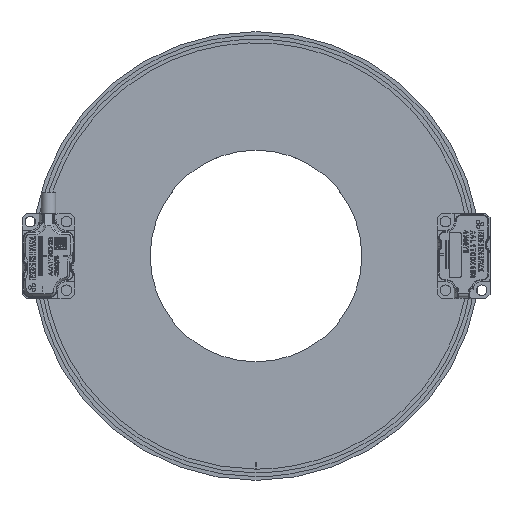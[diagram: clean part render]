
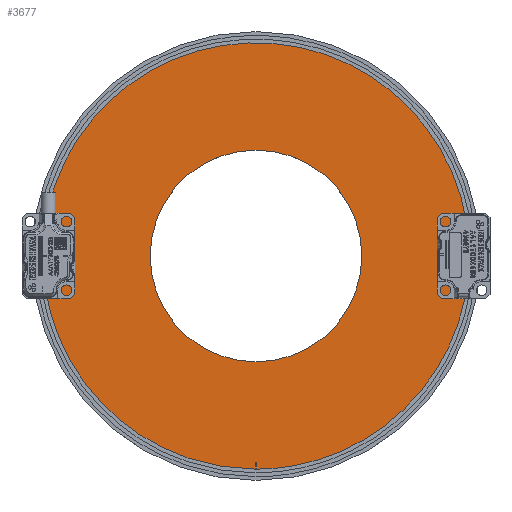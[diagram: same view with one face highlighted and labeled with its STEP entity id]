
A CAD part, top view. The second image highlights one B-rep face of the part: STEP entity #3677.
In plain terms, the highlighted planar face has unit normal (0, 0, 1).
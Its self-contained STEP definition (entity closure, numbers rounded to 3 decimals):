
#3677=ADVANCED_FACE('',(#9849,#9850),#4785,.T.);
#4785=PLANE('',#30063);
#5255=CIRCLE('',#30060,25.45);
#9849=FACE_BOUND('',#11603,.T.);
#9850=FACE_BOUND('',#11604,.T.);
#11603=EDGE_LOOP('',(#19792,#19793,#19794,#19795));
#11604=EDGE_LOOP('',(#19796));
#19792=ORIENTED_EDGE('',*,*,#26618,.F.);
#19793=ORIENTED_EDGE('',*,*,#26622,.F.);
#19794=ORIENTED_EDGE('',*,*,#26620,.F.);
#19795=ORIENTED_EDGE('',*,*,#26619,.F.);
#19796=ORIENTED_EDGE('',*,*,#26626,.F.);
#22522=VERTEX_POINT('',#52942);
#22523=VERTEX_POINT('',#52943);
#22524=VERTEX_POINT('',#52948);
#22525=VERTEX_POINT('',#52953);
#22530=VERTEX_POINT('',#53102);
#26618=EDGE_CURVE('',#22522,#22524,#28183,.T.);
#26619=EDGE_CURVE('',#22524,#22525,#28184,.T.);
#26620=EDGE_CURVE('',#22525,#22523,#28185,.T.);
#26622=EDGE_CURVE('',#22523,#22522,#28187,.T.);
#26626=EDGE_CURVE('',#22530,#22530,#5255,.T.);
#28183=B_SPLINE_CURVE_WITH_KNOTS('',3,(#52944,#52945,#52946,#52947),
 .UNSPECIFIED.,.F.,.F.,(4,4),(0.,1.),.UNSPECIFIED.);
#28184=B_SPLINE_CURVE_WITH_KNOTS('',3,(#52949,#52950,#52951,#52952),
 .UNSPECIFIED.,.F.,.F.,(4,4),(0.,1.),.UNSPECIFIED.);
#28185=B_SPLINE_CURVE_WITH_KNOTS('',3,(#52954,#52955,#52956,#52957),
 .UNSPECIFIED.,.F.,.F.,(4,4),(0.,1.),.UNSPECIFIED.);
#28187=B_SPLINE_CURVE_WITH_KNOTS('',3,(#53009,#53010,#53011,#53012,#53013,
#53014,#53015,#53016,#53017,#53018,#53019,#53020,#53021,#53022,#53023,#53024,
#53025,#53026,#53027,#53028,#53029,#53030,#53031,#53032,#53033,#53034,#53035,
#53036,#53037,#53038,#53039,#53040,#53041,#53042),.UNSPECIFIED.,.F.,.F.,
(4,2,2,2,2,2,2,2,2,2,2,2,2,2,2,2,4),(0.,0.063,0.125,0.188,
0.25,0.313,0.375,0.438,0.5,0.563,0.625,0.688,0.75,0.813,0.875,0.938,
1.),.UNSPECIFIED.);
#30060=AXIS2_PLACEMENT_3D('',#53101,#36027,#36028);
#30063=AXIS2_PLACEMENT_3D('',#53105,#36033,#36034);
#36027=DIRECTION('',(0.,0.,1.));
#36028=DIRECTION('',(0.,-1.,0.));
#36033=DIRECTION('',(0.,0.,1.));
#36034=DIRECTION('',(1.,0.,0.));
#52942=CARTESIAN_POINT('',(56.439,-41.002,47.5));
#52943=CARTESIAN_POINT('',(56.089,-41.002,47.5));
#52944=CARTESIAN_POINT('',(56.439,-41.002,47.5));
#52945=CARTESIAN_POINT('',(56.439,-40.468,47.5));
#52946=CARTESIAN_POINT('',(56.439,-39.935,47.5));
#52947=CARTESIAN_POINT('',(56.439,-39.402,47.5));
#52948=CARTESIAN_POINT('',(56.439,-39.402,47.5));
#52949=CARTESIAN_POINT('',(56.439,-39.402,47.5));
#52950=CARTESIAN_POINT('',(56.322,-39.402,47.5));
#52951=CARTESIAN_POINT('',(56.206,-39.402,47.5));
#52952=CARTESIAN_POINT('',(56.089,-39.402,47.5));
#52953=CARTESIAN_POINT('',(56.089,-39.402,47.5));
#52954=CARTESIAN_POINT('',(56.089,-39.402,47.5));
#52955=CARTESIAN_POINT('',(56.089,-39.935,47.5));
#52956=CARTESIAN_POINT('',(56.089,-40.468,47.5));
#52957=CARTESIAN_POINT('',(56.089,-41.002,47.5));
#53009=CARTESIAN_POINT('',(56.089,-41.002,47.5));
#53010=CARTESIAN_POINT('',(49.368,-40.979,47.5));
#53011=CARTESIAN_POINT('',(42.711,-39.632,47.5));
#53012=CARTESIAN_POINT('',(30.308,-34.452,47.5));
#53013=CARTESIAN_POINT('',(24.671,-30.662,47.5));
#53014=CARTESIAN_POINT('',(15.19,-21.133,47.5));
#53015=CARTESIAN_POINT('',(11.431,-15.477,47.5));
#53016=CARTESIAN_POINT('',(6.313,-3.047,47.5));
#53017=CARTESIAN_POINT('',(5.001,3.616,47.5));
#53018=CARTESIAN_POINT('',(5.023,17.059,47.5));
#53019=CARTESIAN_POINT('',(6.358,23.717,47.5));
#53020=CARTESIAN_POINT('',(11.519,36.131,47.5));
#53021=CARTESIAN_POINT('',(15.297,41.772,47.5));
#53022=CARTESIAN_POINT('',(24.811,51.271,47.5));
#53023=CARTESIAN_POINT('',(30.459,55.039,47.5));
#53024=CARTESIAN_POINT('',(42.883,60.179,47.5));
#53025=CARTESIAN_POINT('',(49.54,61.502,47.5));
#53026=CARTESIAN_POINT('',(62.988,61.502,47.5));
#53027=CARTESIAN_POINT('',(69.644,60.179,47.5));
#53028=CARTESIAN_POINT('',(82.07,55.039,47.5));
#53029=CARTESIAN_POINT('',(87.715,51.272,47.5));
#53030=CARTESIAN_POINT('',(97.232,41.771,47.5));
#53031=CARTESIAN_POINT('',(101.009,36.132,47.5));
#53032=CARTESIAN_POINT('',(106.17,23.716,47.5));
#53033=CARTESIAN_POINT('',(107.504,17.061,47.5));
#53034=CARTESIAN_POINT('',(107.527,3.614,47.5));
#53035=CARTESIAN_POINT('',(106.216,-3.046,47.5));
#53036=CARTESIAN_POINT('',(101.097,-15.479,47.5));
#53037=CARTESIAN_POINT('',(97.339,-21.132,47.5));
#53038=CARTESIAN_POINT('',(87.856,-30.663,47.5));
#53039=CARTESIAN_POINT('',(82.222,-34.451,47.5));
#53040=CARTESIAN_POINT('',(69.816,-39.633,47.5));
#53041=CARTESIAN_POINT('',(63.16,-40.979,47.5));
#53042=CARTESIAN_POINT('',(56.439,-41.002,47.5));
#53101=CARTESIAN_POINT('',(56.264,10.25,47.5));
#53102=CARTESIAN_POINT('',(56.264,-15.2,47.5));
#53105=CARTESIAN_POINT('',(56.264,10.25,47.5));
